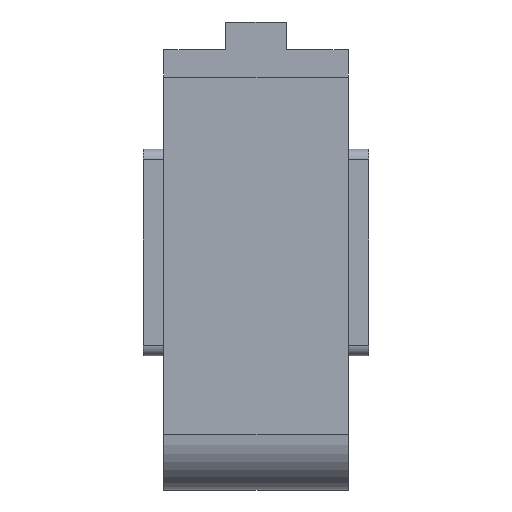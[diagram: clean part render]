
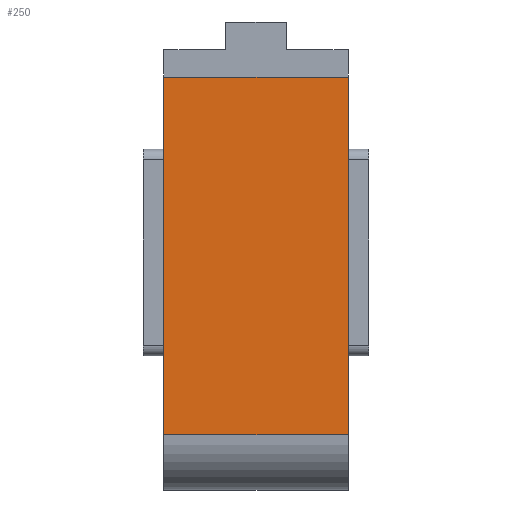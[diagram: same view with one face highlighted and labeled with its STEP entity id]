
A CAD part, left-side view. The second image highlights one B-rep face of the part: STEP entity #250.
In plain terms, the highlighted planar face has unit normal (-1, 0, 0).
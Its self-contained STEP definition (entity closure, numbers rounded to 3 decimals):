
#5 = LINE ( 'NONE', #946, #794 ) ;
#25 = CARTESIAN_POINT ( 'NONE',  ( 0., 13.4, -26. ) ) ;
#49 = CARTESIAN_POINT ( 'NONE',  ( 0., 0., 0. ) ) ;
#67 = ORIENTED_EDGE ( 'NONE', *, *, #1147, .T. ) ;
#76 = DIRECTION ( 'NONE',  ( 1., 0., 0. ) ) ;
#107 = AXIS2_PLACEMENT_3D ( 'NONE', #296, #76, #1264 ) ;
#114 = CARTESIAN_POINT ( 'NONE',  ( 0., 13.4, 0. ) ) ;
#117 = EDGE_CURVE ( 'NONE', #837, #680, #761, .T. ) ;
#137 = VECTOR ( 'NONE', #1490, 1000. ) ;
#224 = ORIENTED_EDGE ( 'NONE', *, *, #117, .T. ) ;
#250 = ADVANCED_FACE ( 'NONE', ( #434 ), #560, .F. ) ;
#296 = CARTESIAN_POINT ( 'NONE',  ( 0., 13.4, 0. ) ) ;
#365 = DIRECTION ( 'NONE',  ( 0., 0., 1. ) ) ;
#367 = DIRECTION ( 'NONE',  ( 0., -1., 0. ) ) ;
#434 = FACE_OUTER_BOUND ( 'NONE', #477, .T. ) ;
#458 = CARTESIAN_POINT ( 'NONE',  ( 0., 13.4, -26. ) ) ;
#477 = EDGE_LOOP ( 'NONE', ( #67, #1221, #1307, #224 ) ) ;
#478 = EDGE_CURVE ( 'NONE', #1386, #1381, #5, .T. ) ;
#552 = LINE ( 'NONE', #49, #137 ) ;
#560 = PLANE ( 'NONE',  #107 ) ;
#586 = CARTESIAN_POINT ( 'NONE',  ( 0., 0., 0. ) ) ;
#613 = CARTESIAN_POINT ( 'NONE',  ( 0., 13.4, 0. ) ) ;
#649 = CARTESIAN_POINT ( 'NONE',  ( 0., 0., -26. ) ) ;
#680 = VERTEX_POINT ( 'NONE', #649 ) ;
#733 = VECTOR ( 'NONE', #1470, 1000. ) ;
#761 = LINE ( 'NONE', #25, #733 ) ;
#794 = VECTOR ( 'NONE', #367, 1000. ) ;
#837 = VERTEX_POINT ( 'NONE', #458 ) ;
#915 = EDGE_CURVE ( 'NONE', #837, #1386, #951, .T. ) ;
#946 = CARTESIAN_POINT ( 'NONE',  ( 0., 13.4, 0. ) ) ;
#951 = LINE ( 'NONE', #613, #1196 ) ;
#1147 = EDGE_CURVE ( 'NONE', #680, #1381, #552, .T. ) ;
#1196 = VECTOR ( 'NONE', #365, 1000. ) ;
#1221 = ORIENTED_EDGE ( 'NONE', *, *, #478, .F. ) ;
#1264 = DIRECTION ( 'NONE',  ( 0., 0., -1. ) ) ;
#1307 = ORIENTED_EDGE ( 'NONE', *, *, #915, .F. ) ;
#1381 = VERTEX_POINT ( 'NONE', #586 ) ;
#1386 = VERTEX_POINT ( 'NONE', #114 ) ;
#1470 = DIRECTION ( 'NONE',  ( 0., -1., 0. ) ) ;
#1490 = DIRECTION ( 'NONE',  ( 0., 0., 1. ) ) ;
